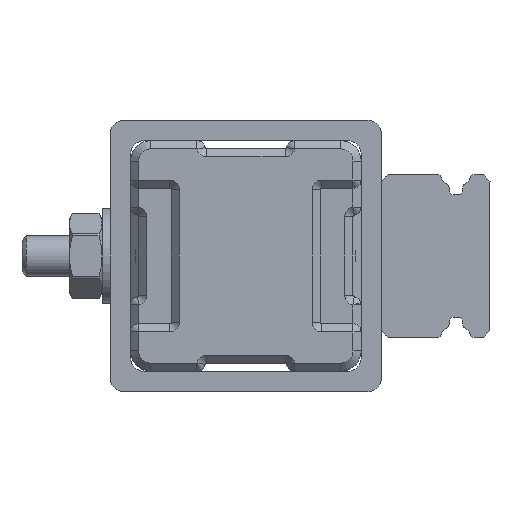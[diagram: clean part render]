
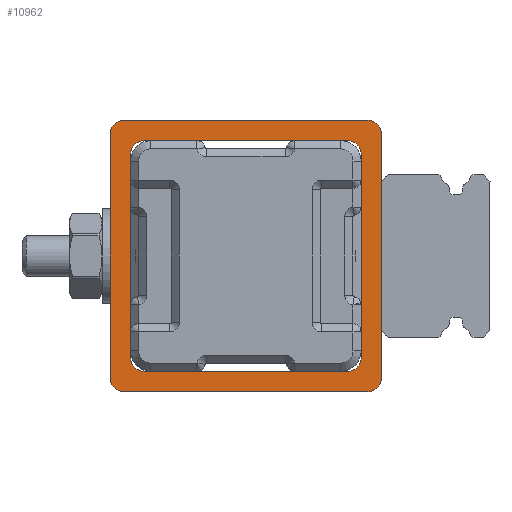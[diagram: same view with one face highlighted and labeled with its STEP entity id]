
A CAD part, left-side view. The second image highlights one B-rep face of the part: STEP entity #10962.
In plain terms, the highlighted planar face has unit normal (-1, 0, 0).
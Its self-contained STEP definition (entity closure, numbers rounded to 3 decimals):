
#740=FACE_BOUND('',#1834,.T.);
#805=PLANE('',#11854);
#1080=FACE_OUTER_BOUND('',#1833,.T.);
#1833=EDGE_LOOP('',(#7621,#7622,#7623,#7624,#7625,#7626,#7627,#7628));
#1834=EDGE_LOOP('',(#7629,#7630,#7631,#7632,#7633,#7634,#7635,#7636));
#2569=LINE('',#16716,#3468);
#2573=LINE('',#16728,#3472);
#2577=LINE('',#16762,#3476);
#2581=LINE('',#16774,#3480);
#2585=LINE('',#16808,#3484);
#2589=LINE('',#16820,#3488);
#2593=LINE('',#16854,#3492);
#2597=LINE('',#16866,#3496);
#3468=VECTOR('',#13152,10.);
#3472=VECTOR('',#13164,10.);
#3476=VECTOR('',#13198,10.);
#3480=VECTOR('',#13210,10.);
#3484=VECTOR('',#13244,10.);
#3488=VECTOR('',#13256,10.);
#3492=VECTOR('',#13290,10.);
#3496=VECTOR('',#13302,10.);
#4374=CIRCLE('',#11781,1.);
#4387=CIRCLE('',#11796,1.);
#4389=CIRCLE('',#11800,1.);
#4402=CIRCLE('',#11815,1.);
#4404=CIRCLE('',#11819,1.);
#4417=CIRCLE('',#11834,1.);
#4419=CIRCLE('',#11838,1.);
#4432=CIRCLE('',#11853,1.);
#4905=VERTEX_POINT('',#16713);
#4906=VERTEX_POINT('',#16715);
#4908=VERTEX_POINT('',#16721);
#4910=VERTEX_POINT('',#16727);
#4923=VERTEX_POINT('',#16755);
#4925=VERTEX_POINT('',#16761);
#4927=VERTEX_POINT('',#16767);
#4929=VERTEX_POINT('',#16773);
#4943=VERTEX_POINT('',#16805);
#4944=VERTEX_POINT('',#16807);
#4946=VERTEX_POINT('',#16813);
#4948=VERTEX_POINT('',#16819);
#4961=VERTEX_POINT('',#16847);
#4963=VERTEX_POINT('',#16853);
#4965=VERTEX_POINT('',#16859);
#4967=VERTEX_POINT('',#16865);
#5868=EDGE_CURVE('',#4906,#4905,#2569,.T.);
#5871=EDGE_CURVE('',#4908,#4906,#4374,.T.);
#5874=EDGE_CURVE('',#4910,#4908,#2573,.T.);
#5888=EDGE_CURVE('',#4923,#4910,#4387,.T.);
#5891=EDGE_CURVE('',#4925,#4923,#2577,.T.);
#5894=EDGE_CURVE('',#4927,#4925,#4389,.T.);
#5897=EDGE_CURVE('',#4929,#4927,#2581,.T.);
#5911=EDGE_CURVE('',#4905,#4929,#4402,.T.);
#5914=EDGE_CURVE('',#4944,#4943,#2585,.T.);
#5917=EDGE_CURVE('',#4946,#4944,#4404,.T.);
#5920=EDGE_CURVE('',#4948,#4946,#2589,.T.);
#5934=EDGE_CURVE('',#4961,#4948,#4417,.T.);
#5937=EDGE_CURVE('',#4963,#4961,#2593,.T.);
#5940=EDGE_CURVE('',#4965,#4963,#4419,.T.);
#5943=EDGE_CURVE('',#4967,#4965,#2597,.T.);
#5957=EDGE_CURVE('',#4943,#4967,#4432,.T.);
#7621=ORIENTED_EDGE('',*,*,#5957,.T.);
#7622=ORIENTED_EDGE('',*,*,#5943,.T.);
#7623=ORIENTED_EDGE('',*,*,#5940,.T.);
#7624=ORIENTED_EDGE('',*,*,#5937,.T.);
#7625=ORIENTED_EDGE('',*,*,#5934,.T.);
#7626=ORIENTED_EDGE('',*,*,#5920,.T.);
#7627=ORIENTED_EDGE('',*,*,#5917,.T.);
#7628=ORIENTED_EDGE('',*,*,#5914,.T.);
#7629=ORIENTED_EDGE('',*,*,#5911,.T.);
#7630=ORIENTED_EDGE('',*,*,#5897,.T.);
#7631=ORIENTED_EDGE('',*,*,#5894,.T.);
#7632=ORIENTED_EDGE('',*,*,#5891,.T.);
#7633=ORIENTED_EDGE('',*,*,#5888,.T.);
#7634=ORIENTED_EDGE('',*,*,#5874,.T.);
#7635=ORIENTED_EDGE('',*,*,#5871,.T.);
#7636=ORIENTED_EDGE('',*,*,#5868,.T.);
#10962=ADVANCED_FACE('',(#1080,#740),#805,.T.);
#11781=AXIS2_PLACEMENT_3D('',#16722,#13158,#13159);
#11796=AXIS2_PLACEMENT_3D('',#16756,#13192,#13193);
#11800=AXIS2_PLACEMENT_3D('',#16768,#13204,#13205);
#11815=AXIS2_PLACEMENT_3D('',#16800,#13238,#13239);
#11819=AXIS2_PLACEMENT_3D('',#16814,#13250,#13251);
#11834=AXIS2_PLACEMENT_3D('',#16848,#13284,#13285);
#11838=AXIS2_PLACEMENT_3D('',#16860,#13296,#13297);
#11853=AXIS2_PLACEMENT_3D('',#16892,#13330,#13331);
#11854=AXIS2_PLACEMENT_3D('',#16893,#13332,#13333);
#13152=DIRECTION('',(0.,0.,1.));
#13158=DIRECTION('center_axis',(1.,0.,0.));
#13159=DIRECTION('ref_axis',(0.,1.,0.));
#13164=DIRECTION('',(0.,1.,0.));
#13192=DIRECTION('center_axis',(1.,0.,0.));
#13193=DIRECTION('ref_axis',(0.,0.,
-1.));
#13198=DIRECTION('',(0.,0.,-1.));
#13204=DIRECTION('center_axis',(1.,0.,0.));
#13205=DIRECTION('ref_axis',(0.,-1.,0.));
#13210=DIRECTION('',(0.,-1.,0.));
#13238=DIRECTION('center_axis',(1.,0.,0.));
#13239=DIRECTION('ref_axis',(0.,0.,
1.));
#13244=DIRECTION('',(0.,0.,-1.));
#13250=DIRECTION('center_axis',(-1.,0.,0.));
#13251=DIRECTION('ref_axis',(0.,0.,
1.));
#13256=DIRECTION('',(0.,1.,0.));
#13284=DIRECTION('center_axis',(-1.,0.,0.));
#13285=DIRECTION('ref_axis',(0.,-1.,0.));
#13290=DIRECTION('',(0.,0.,1.));
#13296=DIRECTION('center_axis',(-1.,0.,0.));
#13297=DIRECTION('ref_axis',(0.,0.,
-1.));
#13302=DIRECTION('',(0.,-1.,0.));
#13330=DIRECTION('center_axis',(-1.,0.,0.));
#13331=DIRECTION('ref_axis',(0.,1.,0.));
#13332=DIRECTION('center_axis',(-1.,0.,0.));
#13333=DIRECTION('ref_axis',(0.,-1.,0.));
#16713=CARTESIAN_POINT('',(-40.,239.,7.5));
#16715=CARTESIAN_POINT('',(-40.,239.,-7.5));
#16716=CARTESIAN_POINT('',(-40.,239.,7.5));
#16721=CARTESIAN_POINT('',(-40.,238.,-8.5));
#16722=CARTESIAN_POINT('Origin',(-40.,238.,-7.5));
#16727=CARTESIAN_POINT('',(-40.,223.,-8.5));
#16728=CARTESIAN_POINT('',(-40.,238.,-8.5));
#16755=CARTESIAN_POINT('',(-40.,222.,-7.5));
#16756=CARTESIAN_POINT('Origin',(-40.,223.,-7.5));
#16761=CARTESIAN_POINT('',(-40.,222.,7.5));
#16762=CARTESIAN_POINT('',(-40.,222.,-7.5));
#16767=CARTESIAN_POINT('',(-40.,223.,8.5));
#16768=CARTESIAN_POINT('Origin',(-40.,223.,7.5));
#16773=CARTESIAN_POINT('',(-40.,238.,8.5));
#16774=CARTESIAN_POINT('',(-40.,223.,8.5));
#16800=CARTESIAN_POINT('Origin',(-40.,238.,7.5));
#16805=CARTESIAN_POINT('',(-40.,240.5,-9.));
#16807=CARTESIAN_POINT('',(-40.,240.5,9.));
#16808=CARTESIAN_POINT('',(-40.,240.5,9.));
#16813=CARTESIAN_POINT('',(-40.,239.5,10.));
#16814=CARTESIAN_POINT('Origin',(-40.,239.5,9.));
#16819=CARTESIAN_POINT('',(-40.,221.5,10.));
#16820=CARTESIAN_POINT('',(-40.,221.5,10.));
#16847=CARTESIAN_POINT('',(-40.,220.5,9.));
#16848=CARTESIAN_POINT('Origin',(-40.,221.5,9.));
#16853=CARTESIAN_POINT('',(-40.,220.5,-9.));
#16854=CARTESIAN_POINT('',(-40.,220.5,-9.));
#16859=CARTESIAN_POINT('',(-40.,221.5,-10.));
#16860=CARTESIAN_POINT('Origin',(-40.,221.5,-9.));
#16865=CARTESIAN_POINT('',(-40.,239.5,-10.));
#16866=CARTESIAN_POINT('',(-40.,239.5,-10.));
#16892=CARTESIAN_POINT('Origin',(-40.,239.5,-9.));
#16893=CARTESIAN_POINT('Origin',(-40.,230.5,0.));
